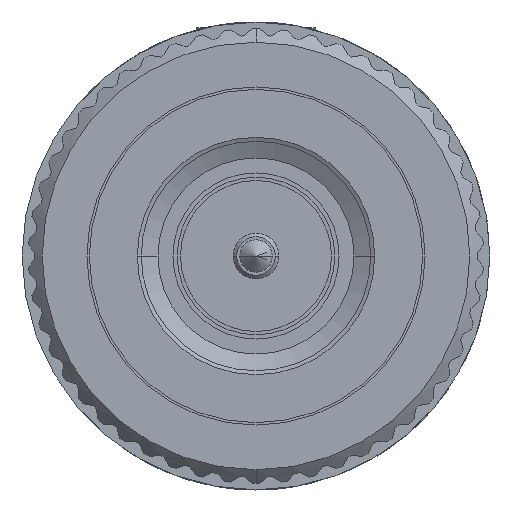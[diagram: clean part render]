
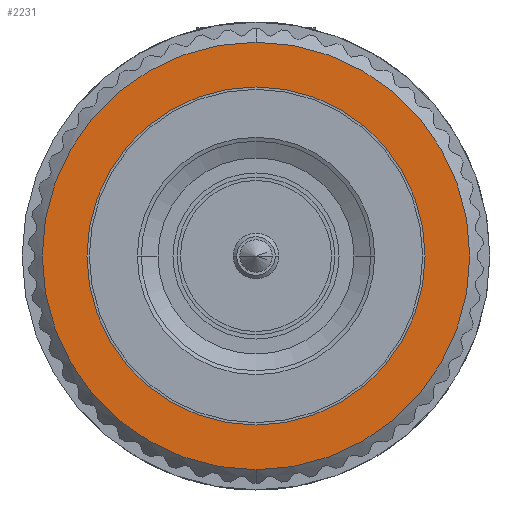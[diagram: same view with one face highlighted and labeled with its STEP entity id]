
A CAD part, left-side view. The second image highlights one B-rep face of the part: STEP entity #2231.
In plain terms, the highlighted face is planar.
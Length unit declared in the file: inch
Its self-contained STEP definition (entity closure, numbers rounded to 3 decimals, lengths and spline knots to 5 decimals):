
#253 = CARTESIAN_POINT ( 'NONE',  ( 0.931, 0., -0.185 ) ) ;
#485 = DIRECTION ( 'NONE',  ( 0., 0., -1. ) ) ;
#1827 = CIRCLE ( 'NONE', #19992, 0.23391 ) ;
#1984 = ORIENTED_EDGE ( 'NONE', *, *, #18125, .F. ) ;
#2113 = CARTESIAN_POINT ( 'NONE',  ( 0.931, 0., -0.185 ) ) ;
#2231 = ADVANCED_FACE ( 'NONE', ( #4728, #6150 ), #5853, .T. ) ;
#2513 = ORIENTED_EDGE ( 'NONE', *, *, #8188, .T. ) ;
#3003 = ORIENTED_EDGE ( 'NONE', *, *, #8092, .F. ) ;
#3163 = CIRCLE ( 'NONE', #6383, 0.185 ) ;
#3235 = DIRECTION ( 'NONE',  ( 1., 0., 0. ) ) ;
#3980 = CARTESIAN_POINT ( 'NONE',  ( 0.931, 0., 0. ) ) ;
#4089 = EDGE_LOOP ( 'NONE', ( #1984, #3003 ) ) ;
#4728 = FACE_OUTER_BOUND ( 'NONE', #9789, .T. ) ;
#5068 = CIRCLE ( 'NONE', #6062, 0.23391 ) ;
#5200 = VERTEX_POINT ( 'NONE', #14614 ) ;
#5596 = DIRECTION ( 'NONE',  ( 0., 0., -1. ) ) ;
#5745 = AXIS2_PLACEMENT_3D ( 'NONE', #9452, #17305, #11092 ) ;
#5853 = PLANE ( 'NONE',  #7846 ) ;
#6062 = AXIS2_PLACEMENT_3D ( 'NONE', #3980, #10158, #7114 ) ;
#6150 = FACE_BOUND ( 'NONE', #4089, .T. ) ;
#6291 = DIRECTION ( 'NONE',  ( 1., 0., 0. ) ) ;
#6383 = AXIS2_PLACEMENT_3D ( 'NONE', #16311, #8451, #5596 ) ;
#6727 = CARTESIAN_POINT ( 'NONE',  ( 0.931, 0., -0.23391 ) ) ;
#7114 = DIRECTION ( 'NONE',  ( 0., 0., -1. ) ) ;
#7831 = CARTESIAN_POINT ( 'NONE',  ( 0.931, 0., 0. ) ) ;
#7846 = AXIS2_PLACEMENT_3D ( 'NONE', #2113, #3235, #485 ) ;
#7927 = DIRECTION ( 'NONE',  ( 0., 0., -1. ) ) ;
#8027 = CIRCLE ( 'NONE', #5745, 0.185 ) ;
#8092 = EDGE_CURVE ( 'NONE', #17897, #12978, #3163, .T. ) ;
#8188 = EDGE_CURVE ( 'NONE', #5200, #16922, #5068, .T. ) ;
#8451 = DIRECTION ( 'NONE',  ( 1., 0., 0. ) ) ;
#9452 = CARTESIAN_POINT ( 'NONE',  ( 0.931, 0., 0. ) ) ;
#9789 = EDGE_LOOP ( 'NONE', ( #14040, #2513 ) ) ;
#10158 = DIRECTION ( 'NONE',  ( 1., 0., 0. ) ) ;
#11092 = DIRECTION ( 'NONE',  ( 0., 0., -1. ) ) ;
#12978 = VERTEX_POINT ( 'NONE', #253 ) ;
#14040 = ORIENTED_EDGE ( 'NONE', *, *, #16255, .T. ) ;
#14614 = CARTESIAN_POINT ( 'NONE',  ( 0.931, 0., 0.23391 ) ) ;
#16255 = EDGE_CURVE ( 'NONE', #16922, #5200, #1827, .T. ) ;
#16311 = CARTESIAN_POINT ( 'NONE',  ( 0.931, 0., 0. ) ) ;
#16922 = VERTEX_POINT ( 'NONE', #6727 ) ;
#17305 = DIRECTION ( 'NONE',  ( 1., 0., 0. ) ) ;
#17897 = VERTEX_POINT ( 'NONE', #18579 ) ;
#18125 = EDGE_CURVE ( 'NONE', #12978, #17897, #8027, .T. ) ;
#18579 = CARTESIAN_POINT ( 'NONE',  ( 0.931, 0., 0.185 ) ) ;
#19992 = AXIS2_PLACEMENT_3D ( 'NONE', #7831, #6291, #7927 ) ;
